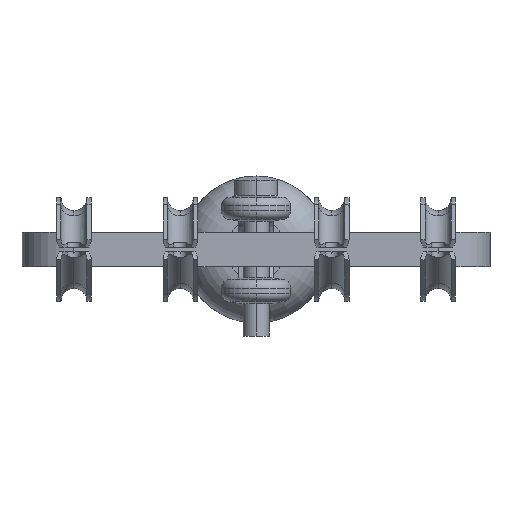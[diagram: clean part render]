
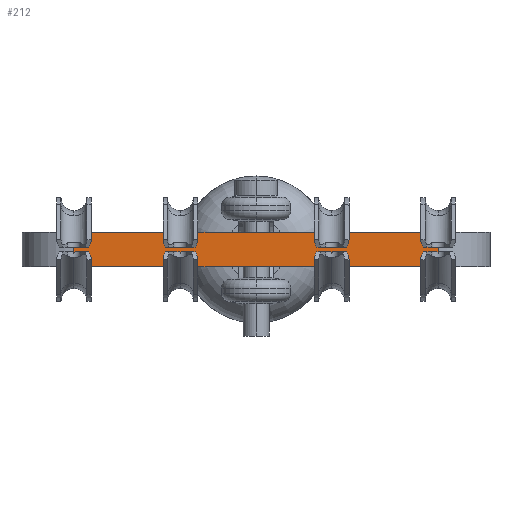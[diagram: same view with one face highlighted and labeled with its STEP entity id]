
A CAD part, front view. The second image highlights one B-rep face of the part: STEP entity #212.
In plain terms, the highlighted planar face has unit normal (0, -1, 0).
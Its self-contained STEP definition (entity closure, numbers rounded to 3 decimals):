
#212 = ADVANCED_FACE ( 'NONE', ( #1352 ), #3919, .F. ) ;
#215 = EDGE_CURVE ( 'NONE', #4263, #1345, #2044, .T. ) ;
#231 = CARTESIAN_POINT ( 'NONE',  ( 42.09, 0., 4. ) ) ;
#265 = CARTESIAN_POINT ( 'NONE',  ( -42.09, 0., -4. ) ) ;
#565 = LINE ( 'NONE', #1275, #848 ) ;
#593 = VERTEX_POINT ( 'NONE', #231 ) ;
#620 = DIRECTION ( 'NONE',  ( 0., 0., -1. ) ) ;
#772 = CARTESIAN_POINT ( 'NONE',  ( -42.09, 0., -4. ) ) ;
#846 = VECTOR ( 'NONE', #620, 1000. ) ;
#848 = VECTOR ( 'NONE', #2593, 1000. ) ;
#1224 = ORIENTED_EDGE ( 'NONE', *, *, #3540, .F. ) ;
#1275 = CARTESIAN_POINT ( 'NONE',  ( -42.09, 0., 4. ) ) ;
#1345 = VERTEX_POINT ( 'NONE', #772 ) ;
#1350 = DIRECTION ( 'NONE',  ( 1., 0., 0. ) ) ;
#1352 = FACE_OUTER_BOUND ( 'NONE', #1392, .T. ) ;
#1392 = EDGE_LOOP ( 'NONE', ( #2469, #3418, #1224, #3688 ) ) ;
#1670 = AXIS2_PLACEMENT_3D ( 'NONE', #1721, #4301, #2479 ) ;
#1721 = CARTESIAN_POINT ( 'NONE',  ( -42.09, 0., 4. ) ) ;
#2044 = LINE ( 'NONE', #2141, #846 ) ;
#2093 = VERTEX_POINT ( 'NONE', #4441 ) ;
#2141 = CARTESIAN_POINT ( 'NONE',  ( -42.09, 0., 4. ) ) ;
#2408 = EDGE_CURVE ( 'NONE', #1345, #2093, #4605, .T. ) ;
#2469 = ORIENTED_EDGE ( 'NONE', *, *, #2408, .T. ) ;
#2479 = DIRECTION ( 'NONE',  ( 0., 0., 1. ) ) ;
#2593 = DIRECTION ( 'NONE',  ( 1., 0., 0. ) ) ;
#3418 = ORIENTED_EDGE ( 'NONE', *, *, #4161, .F. ) ;
#3540 = EDGE_CURVE ( 'NONE', #4263, #593, #565, .T. ) ;
#3617 = CARTESIAN_POINT ( 'NONE',  ( -42.09, 0., 4. ) ) ;
#3688 = ORIENTED_EDGE ( 'NONE', *, *, #215, .T. ) ;
#3813 = DIRECTION ( 'NONE',  ( 0., 0., -1. ) ) ;
#3840 = VECTOR ( 'NONE', #3813, 1000. ) ;
#3850 = VECTOR ( 'NONE', #1350, 1000. ) ;
#3919 = PLANE ( 'NONE',  #1670 ) ;
#3952 = LINE ( 'NONE', #4078, #3840 ) ;
#4078 = CARTESIAN_POINT ( 'NONE',  ( 42.09, 0., 4. ) ) ;
#4161 = EDGE_CURVE ( 'NONE', #593, #2093, #3952, .T. ) ;
#4263 = VERTEX_POINT ( 'NONE', #3617 ) ;
#4301 = DIRECTION ( 'NONE',  ( 0., 1., 0. ) ) ;
#4441 = CARTESIAN_POINT ( 'NONE',  ( 42.09, 0., -4. ) ) ;
#4605 = LINE ( 'NONE', #265, #3850 ) ;
